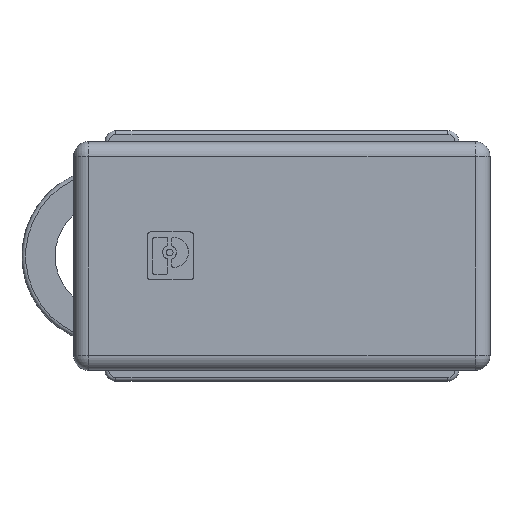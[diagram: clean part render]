
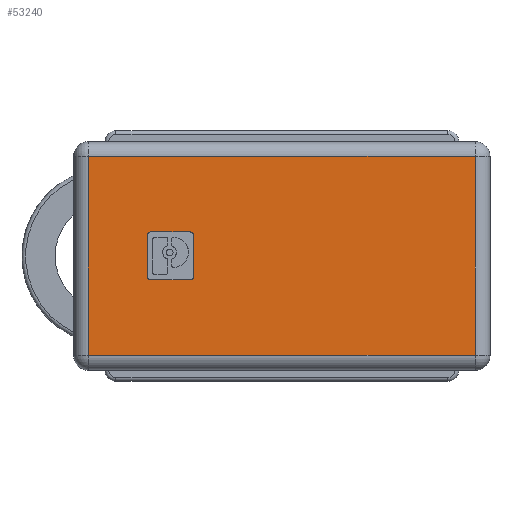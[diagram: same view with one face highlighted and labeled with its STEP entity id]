
A CAD part, top view. The second image highlights one B-rep face of the part: STEP entity #53240.
In plain terms, the highlighted planar face has unit normal (0, 0, 1).
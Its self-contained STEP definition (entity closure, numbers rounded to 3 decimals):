
#2520=CARTESIAN_POINT('',(55.215,12.679,10.6));
#2530=CARTESIAN_POINT('',(55.215,12.566,10.6));
#2540=CARTESIAN_POINT('',(55.26,12.456,10.6));
#2550=CARTESIAN_POINT('',(55.421,12.295,10.6));
#2560=CARTESIAN_POINT('',(55.53,12.25,10.6));
#2570=CARTESIAN_POINT('',(55.644,12.25,10.6));
#2580=B_SPLINE_CURVE_WITH_KNOTS('',3,(#2520,#2530,#2540,#2550,#2560,
#2570),.UNSPECIFIED.,.F.,.F.,(4,2,4),(0.,1.,2.),.UNSPECIFIED.);
#2590=CARTESIAN_POINT('',(55.215,12.679,10.6));
#2600=VERTEX_POINT('',#2590);
#2610=CARTESIAN_POINT('',(55.644,12.25,10.6));
#2620=VERTEX_POINT('',#2610);
#2630=EDGE_CURVE('',#2600,#2620,#2580,.T.);
#50170=CARTESIAN_POINT('',(-15.185,0.,10.6));
#50180=DIRECTION('',(0.,0.,1.));
#50190=DIRECTION('',(1.,0.,0.));
#50200=AXIS2_PLACEMENT_3D('',#50170,#50180,#50190);
#50210=PLANE('',#50200);
#52240=CARTESIAN_POINT('',(0.,29.,10.6));
#52250=DIRECTION('',(-1.,0.,0.));
#52260=VECTOR('',#52250,1.);
#52270=LINE('',#52240,#52260);
#52280=CARTESIAN_POINT('',(69.5,29.,10.6));
#52290=VERTEX_POINT('',#52280);
#52300=CARTESIAN_POINT('',(17.,29.,10.6));
#52310=VERTEX_POINT('',#52300);
#52320=EDGE_CURVE('',#52290,#52310,#52270,.T.);
#52330=ORIENTED_EDGE('',*,*,#52320,.T.);
#52340=CARTESIAN_POINT('',(69.5,0.,10.6));
#52350=DIRECTION('',(0.,-1.,0.));
#52360=VECTOR('',#52350,1.);
#52370=LINE('',#52340,#52360);
#52380=CARTESIAN_POINT('',(69.5,2.,10.6));
#52390=VERTEX_POINT('',#52380);
#52400=EDGE_CURVE('',#52290,#52390,#52370,.T.);
#52410=ORIENTED_EDGE('',*,*,#52400,.F.);
#52420=CARTESIAN_POINT('',(0.,2.,10.6));
#52430=DIRECTION('',(1.,0.,0.));
#52440=VECTOR('',#52430,1.);
#52450=LINE('',#52420,#52440);
#52460=CARTESIAN_POINT('',(17.,2.,10.6));
#52470=VERTEX_POINT('',#52460);
#52480=EDGE_CURVE('',#52470,#52390,#52450,.T.);
#52490=ORIENTED_EDGE('',*,*,#52480,.T.);
#52500=CARTESIAN_POINT('',(17.,0.,10.6));
#52510=DIRECTION('',(0.,-1.,0.));
#52520=VECTOR('',#52510,1.);
#52530=LINE('',#52500,#52520);
#52540=EDGE_CURVE('',#52310,#52470,#52530,.T.);
#52550=ORIENTED_EDGE('',*,*,#52540,.T.);
#52560=EDGE_LOOP('',(#52550,#52490,#52410,#52330));
#52570=FACE_OUTER_BOUND('',#52560,.T.);
#52580=CARTESIAN_POINT('',(55.215,0.,10.6));
#52590=DIRECTION('',(0.,-1.,0.));
#52600=VECTOR('',#52590,1.);
#52610=LINE('',#52580,#52600);
#52620=CARTESIAN_POINT('',(55.215,18.321,10.6));
#52630=VERTEX_POINT('',#52620);
#52640=EDGE_CURVE('',#52630,#2600,#52610,.T.);
#52650=ORIENTED_EDGE('',*,*,#52640,.F.);
#52660=ORIENTED_EDGE('',*,*,#2630,.F.);
#52670=CARTESIAN_POINT('',(0.,12.25,10.6));
#52680=DIRECTION('',(-1.,0.,0.));
#52690=VECTOR('',#52680,1.);
#52700=LINE('',#52670,#52690);
#52710=CARTESIAN_POINT('',(61.071,12.25,10.6));
#52720=VERTEX_POINT('',#52710);
#52730=EDGE_CURVE('',#52720,#2620,#52700,.T.);
#52740=ORIENTED_EDGE('',*,*,#52730,.T.);
#52750=CARTESIAN_POINT('',(61.071,12.25,10.6));
#52760=CARTESIAN_POINT('',(61.184,12.25,10.6));
#52770=CARTESIAN_POINT('',(61.294,12.295,10.6));
#52780=CARTESIAN_POINT('',(61.455,12.456,10.6));
#52790=CARTESIAN_POINT('',(61.5,12.566,10.6));
#52800=CARTESIAN_POINT('',(61.5,12.679,10.6));
#52810=B_SPLINE_CURVE_WITH_KNOTS('',3,(#52750,#52760,#52770,#52780,
#52790,#52800),.UNSPECIFIED.,.F.,.F.,(4,2,4),(0.,1.,2.),.UNSPECIFIED.);
#52820=CARTESIAN_POINT('',(61.5,12.679,10.6));
#52830=VERTEX_POINT('',#52820);
#52840=EDGE_CURVE('',#52720,#52830,#52810,.T.);
#52850=ORIENTED_EDGE('',*,*,#52840,.F.);
#52860=CARTESIAN_POINT('',(61.5,0.,10.6));
#52870=DIRECTION('',(0.,1.,0.));
#52880=VECTOR('',#52870,1.);
#52890=LINE('',#52860,#52880);
#52900=CARTESIAN_POINT('',(61.5,18.321,10.6));
#52910=VERTEX_POINT('',#52900);
#52920=EDGE_CURVE('',#52830,#52910,#52890,.T.);
#52930=ORIENTED_EDGE('',*,*,#52920,.F.);
#52940=CARTESIAN_POINT('',(61.5,18.321,10.6));
#52950=CARTESIAN_POINT('',(61.5,18.434,10.6));
#52960=CARTESIAN_POINT('',(61.455,18.544,10.6));
#52970=CARTESIAN_POINT('',(61.294,18.705,10.6));
#52980=CARTESIAN_POINT('',(61.184,18.75,10.6));
#52990=CARTESIAN_POINT('',(61.071,18.75,10.6));
#53000=B_SPLINE_CURVE_WITH_KNOTS('',3,(#52940,#52950,#52960,#52970,
#52980,#52990),.UNSPECIFIED.,.F.,.F.,(4,2,4),(0.,1.,2.),.UNSPECIFIED.);
#53010=CARTESIAN_POINT('',(61.071,18.75,10.6));
#53020=VERTEX_POINT('',#53010);
#53030=EDGE_CURVE('',#52910,#53020,#53000,.T.);
#53040=ORIENTED_EDGE('',*,*,#53030,.F.);
#53050=CARTESIAN_POINT('',(0.,18.75,10.6));
#53060=DIRECTION('',(1.,0.,0.));
#53070=VECTOR('',#53060,1.);
#53080=LINE('',#53050,#53070);
#53090=CARTESIAN_POINT('',(55.644,18.75,10.6));
#53100=VERTEX_POINT('',#53090);
#53110=EDGE_CURVE('',#53100,#53020,#53080,.T.);
#53120=ORIENTED_EDGE('',*,*,#53110,.T.);
#53130=CARTESIAN_POINT('',(55.644,18.75,10.6));
#53140=CARTESIAN_POINT('',(55.53,18.75,10.6));
#53150=CARTESIAN_POINT('',(55.421,18.705,10.6));
#53160=CARTESIAN_POINT('',(55.26,18.544,10.6));
#53170=CARTESIAN_POINT('',(55.215,18.434,10.6));
#53180=CARTESIAN_POINT('',(55.215,18.321,10.6));
#53190=B_SPLINE_CURVE_WITH_KNOTS('',3,(#53130,#53140,#53150,#53160,
#53170,#53180),.UNSPECIFIED.,.F.,.F.,(4,2,4),(0.,1.,2.),.UNSPECIFIED.);
#53200=EDGE_CURVE('',#53100,#52630,#53190,.T.);
#53210=ORIENTED_EDGE('',*,*,#53200,.F.);
#53220=EDGE_LOOP('',(#53210,#53120,#53040,#52930,#52850,#52740,#52660,
#52650));
#53230=FACE_BOUND('',#53220,.T.);
#53240=ADVANCED_FACE('',(#52570,#53230),#50210,.T.);
